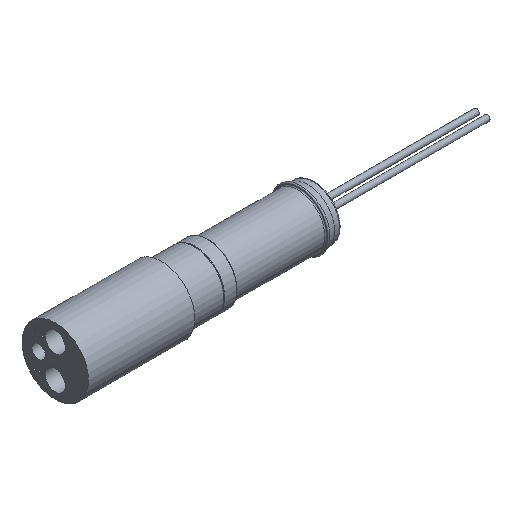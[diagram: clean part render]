
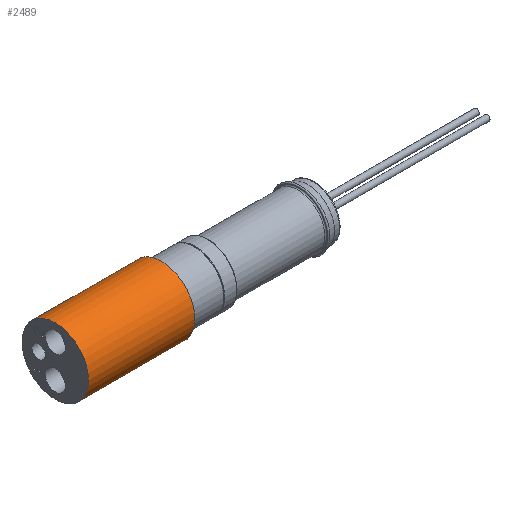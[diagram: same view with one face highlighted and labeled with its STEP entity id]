
A CAD part, isometric view. The second image highlights one B-rep face of the part: STEP entity #2489.
In plain terms, the highlighted cylindrical face has radius 7.938 mm (diameter 15.875 mm), a full revolution.
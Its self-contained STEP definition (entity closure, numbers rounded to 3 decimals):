
#169=LINE('',#4046,#306);
#306=VECTOR('',#3260,7.938);
#409=CYLINDRICAL_SURFACE('',#2739,7.938);
#471=FACE_OUTER_BOUND('',#611,.T.);
#611=EDGE_LOOP('',(#1781,#1782,#1783,#1784,#1785,#1786));
#795=CIRCLE('',#2740,7.938);
#796=CIRCLE('',#2741,7.938);
#797=CIRCLE('',#2742,7.938);
#798=CIRCLE('',#2743,7.938);
#998=VERTEX_POINT('',#4042);
#999=VERTEX_POINT('',#4043);
#1000=VERTEX_POINT('',#4045);
#1001=VERTEX_POINT('',#4047);
#1295=EDGE_CURVE('',#998,#999,#795,.T.);
#1296=EDGE_CURVE('',#999,#1000,#169,.T.);
#1297=EDGE_CURVE('',#1001,#1000,#796,.T.);
#1298=EDGE_CURVE('',#1000,#1001,#797,.T.);
#1299=EDGE_CURVE('',#999,#998,#798,.T.);
#1781=ORIENTED_EDGE('',*,*,#1295,.T.);
#1782=ORIENTED_EDGE('',*,*,#1296,.T.);
#1783=ORIENTED_EDGE('',*,*,#1297,.F.);
#1784=ORIENTED_EDGE('',*,*,#1298,.F.);
#1785=ORIENTED_EDGE('',*,*,#1296,.F.);
#1786=ORIENTED_EDGE('',*,*,#1299,.T.);
#2489=ADVANCED_FACE('',(#471),#409,.T.);
#2739=AXIS2_PLACEMENT_3D('',#4041,#3256,#3257);
#2740=AXIS2_PLACEMENT_3D('',#4044,#3258,#3259);
#2741=AXIS2_PLACEMENT_3D('',#4048,#3261,#3262);
#2742=AXIS2_PLACEMENT_3D('',#4049,#3263,#3264);
#2743=AXIS2_PLACEMENT_3D('',#4050,#3265,#3266);
#3256=DIRECTION('center_axis',(1.,0.,0.));
#3257=DIRECTION('ref_axis',(0.,0.,-1.));
#3258=DIRECTION('center_axis',(-1.,0.,0.));
#3259=DIRECTION('ref_axis',(0.,0.,1.));
#3260=DIRECTION('',(-1.,0.,0.));
#3261=DIRECTION('center_axis',(-1.,0.,0.));
#3262=DIRECTION('ref_axis',(0.,0.,1.));
#3263=DIRECTION('center_axis',(-1.,0.,0.));
#3264=DIRECTION('ref_axis',(0.,0.,1.));
#3265=DIRECTION('center_axis',(-1.,0.,0.));
#3266=DIRECTION('ref_axis',(0.,0.,1.));
#4041=CARTESIAN_POINT('Origin',(-26.988,0.,0.));
#4042=CARTESIAN_POINT('',(-1.588,0.,-7.938));
#4043=CARTESIAN_POINT('',(-1.588,0.,7.938));
#4044=CARTESIAN_POINT('Origin',(-1.588,0.,0.));
#4045=CARTESIAN_POINT('',(-26.988,0.,7.938));
#4046=CARTESIAN_POINT('',(-26.988,0.,7.938));
#4047=CARTESIAN_POINT('',(-26.988,0.,-7.938));
#4048=CARTESIAN_POINT('Origin',(-26.988,0.,0.));
#4049=CARTESIAN_POINT('Origin',(-26.988,0.,0.));
#4050=CARTESIAN_POINT('Origin',(-1.588,0.,0.));
